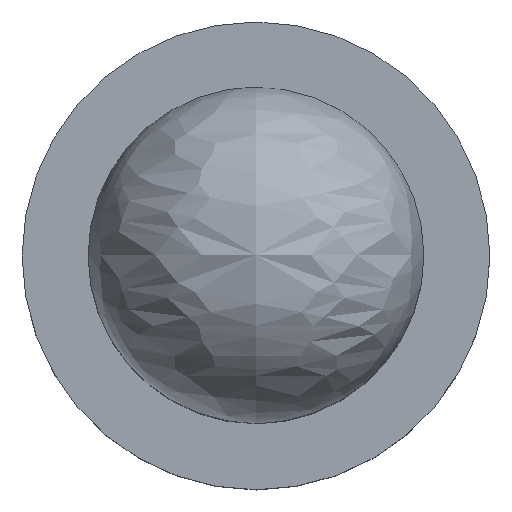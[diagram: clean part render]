
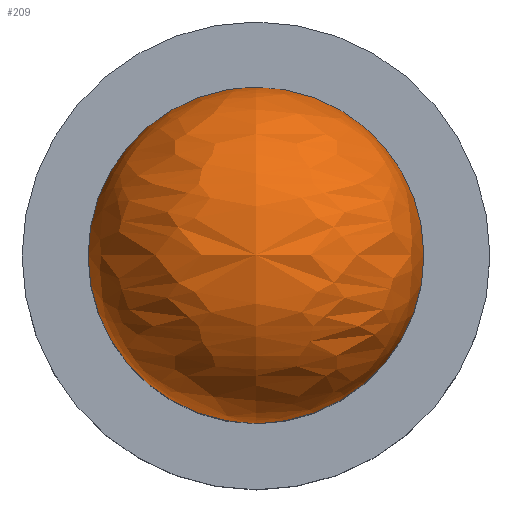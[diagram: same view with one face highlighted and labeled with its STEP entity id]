
A CAD part, top view. The second image highlights one B-rep face of the part: STEP entity #209.
In plain terms, the highlighted free-form (B-spline) face has degree [3, 3] with [4, 4] control points.
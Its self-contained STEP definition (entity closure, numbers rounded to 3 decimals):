
#21 = EDGE_CURVE('',#22,#24,#26,.T.);
#22 = VERTEX_POINT('',#23);
#23 = CARTESIAN_POINT('',(66.838,39.464,3.999));
#24 = VERTEX_POINT('',#25);
#25 = CARTESIAN_POINT('',(66.839,36.664,3.999));
#26 = CIRCLE('',#27,1.4);
#27 = AXIS2_PLACEMENT_3D('',#28,#29,#30);
#28 = CARTESIAN_POINT('',(66.838,38.064,3.999));
#29 = DIRECTION('',(0.,0.,-1.));
#30 = DIRECTION('',(0.,1.,0.));
#190 = EDGE_CURVE('',#24,#22,#191,.T.);
#191 = CIRCLE('',#192,1.4);
#192 = AXIS2_PLACEMENT_3D('',#193,#194,#195);
#193 = CARTESIAN_POINT('',(66.838,38.064,3.999));
#194 = DIRECTION('',(0.,0.,-1.));
#195 = DIRECTION('',(0.,1.,0.));
#209 = ADVANCED_FACE('',(#210),#214,.T.);
#210 = FACE_BOUND('',#211,.T.);
#211 = EDGE_LOOP('',(#212,#213));
#212 = ORIENTED_EDGE('',*,*,#21,.F.);
#213 = ORIENTED_EDGE('',*,*,#190,.F.);
#214 = ( BOUNDED_SURFACE() B_SPLINE_SURFACE(3,3,(
    (#215,#216,#217,#218)
    ,(#219,#220,#221,#222)
    ,(#223,#224,#225,#226)
    ,(#227,#228,#229,#230
)),.UNSPECIFIED.,.F.,.F.,.F.) B_SPLINE_SURFACE_WITH_KNOTS((4,4),(4,4),(
    0.,1.),(0.,1.),.PIECEWISE_BEZIER_KNOTS.) 
GEOMETRIC_REPRESENTATION_ITEM() RATIONAL_B_SPLINE_SURFACE((
    (1.,0.333,0.333,1.)
    ,(0.333,0.111,0.111,0.333)
    ,(0.333,0.111,0.111,0.333)
,(1.,0.333,0.333,1.
))) REPRESENTATION_ITEM('') SURFACE() );
#215 = CARTESIAN_POINT('',(66.839,36.664,3.999));
#216 = CARTESIAN_POINT('',(66.839,36.664,3.999));
#217 = CARTESIAN_POINT('',(66.839,36.664,3.999));
#218 = CARTESIAN_POINT('',(66.839,36.664,3.999));
#219 = CARTESIAN_POINT('',(69.639,36.666,3.999));
#220 = CARTESIAN_POINT('',(69.639,36.666,9.599));
#221 = CARTESIAN_POINT('',(64.039,36.663,9.599));
#222 = CARTESIAN_POINT('',(64.039,36.663,3.999));
#223 = CARTESIAN_POINT('',(69.638,39.466,3.999));
#224 = CARTESIAN_POINT('',(69.638,39.466,9.599));
#225 = CARTESIAN_POINT('',(64.038,39.463,9.599));
#226 = CARTESIAN_POINT('',(64.038,39.463,3.999));
#227 = CARTESIAN_POINT('',(66.838,39.464,3.999));
#228 = CARTESIAN_POINT('',(66.838,39.464,3.999));
#229 = CARTESIAN_POINT('',(66.838,39.464,3.999));
#230 = CARTESIAN_POINT('',(66.838,39.464,3.999));
